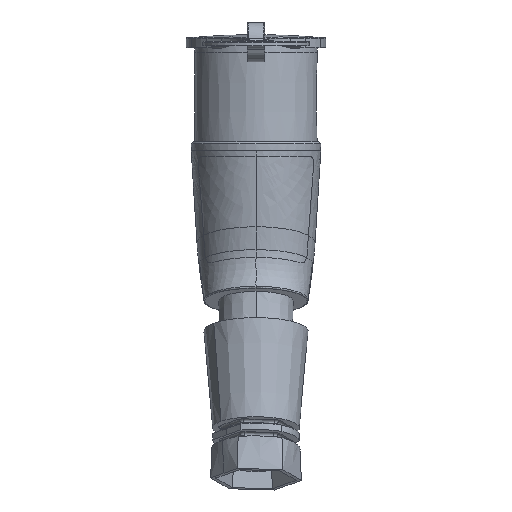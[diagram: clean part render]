
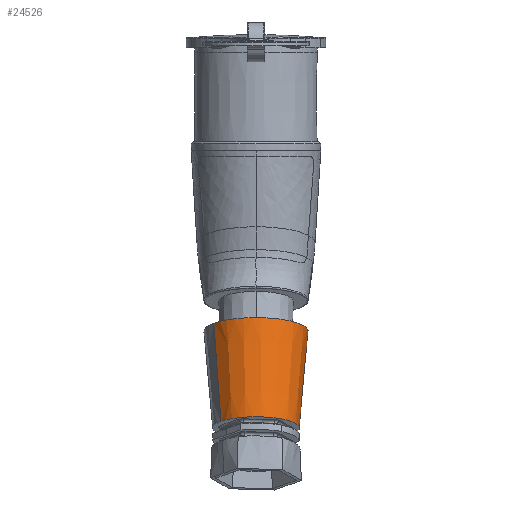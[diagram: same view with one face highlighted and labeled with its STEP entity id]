
A CAD part, front view. The second image highlights one B-rep face of the part: STEP entity #24526.
In plain terms, the highlighted conical face has half-angle 5.024 degrees and reference radius 22.035 mm.
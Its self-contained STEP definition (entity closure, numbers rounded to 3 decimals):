
#5336=CARTESIAN_POINT('',(0.001,-13.287,
-87.497));
#5337=DIRECTION('',(0.,-0.259,-0.966));
#5338=DIRECTION('',(0.809,0.568,-0.152));
#5339=AXIS2_PLACEMENT_3D('',#5336,#5337,#5338);
#5361=DIRECTION('',(0.071,0.308,0.949));
#5362=VECTOR('',#5361,46.479);
#5363=CARTESIAN_POINT('',(16.175,-13.904,
-135.264));
#5364=LINE('',#5363,#5362);
#5365=DIRECTION('',(0.071,-0.208,-0.976));
#5366=VECTOR('',#5365,46.479);
#5367=CARTESIAN_POINT('',(-19.465,-26.963,
-83.833));
#5368=LINE('',#5367,#5366);
#5374=CARTESIAN_POINT('',(0.001,-25.267,
-132.22));
#5375=DIRECTION('',(0.,0.259,0.966));
#5376=DIRECTION('',(-0.809,-0.568,0.152));
#5377=AXIS2_PLACEMENT_3D('',#5374,#5375,#5376);
#7613=CARTESIAN_POINT('',(-19.465,-26.963,
-83.833));
#7614=CARTESIAN_POINT('',(19.467,0.389,
-91.16));
#7615=VERTEX_POINT('',#7613);
#7616=VERTEX_POINT('',#7614);
#7619=CARTESIAN_POINT('',(16.175,-13.904,
-135.264));
#7620=VERTEX_POINT('',#7619);
#7621=CARTESIAN_POINT('',(-16.174,-36.631,
-129.176));
#7622=VERTEX_POINT('',#7621);
#24514=CARTESIAN_POINT('',(0.001,-19.277,
-109.858));
#24515=DIRECTION('',(0.,0.259,0.966));
#24516=DIRECTION('',(0.809,0.568,-0.152));
#24517=AXIS2_PLACEMENT_3D('',#24514,#24515,#24516);
#24518=CONICAL_SURFACE('',#24517,22.035,5.024);
#24519=ORIENTED_EDGE('',*,*,#24504,.F.);
#24521=ORIENTED_EDGE('',*,*,#24520,.F.);
#24522=ORIENTED_EDGE('',*,*,#24507,.F.);
#24523=ORIENTED_EDGE('',*,*,#24486,.F.);
#24524=EDGE_LOOP('',(#24519,#24521,#24522,#24523));
#24525=FACE_OUTER_BOUND('',#24524,.F.);
#24526=ADVANCED_FACE('',(#24525),#24518,.T.);
#5340=CIRCLE('',#5339,24.07);
#5378=CIRCLE('',#5377,20.);
#24486=EDGE_CURVE('',#7616,#7615,#5340,.T.);
#24504=EDGE_CURVE('',#7620,#7616,#5364,.T.);
#24507=EDGE_CURVE('',#7615,#7622,#5368,.T.);
#24520=EDGE_CURVE('',#7622,#7620,#5378,.T.);
